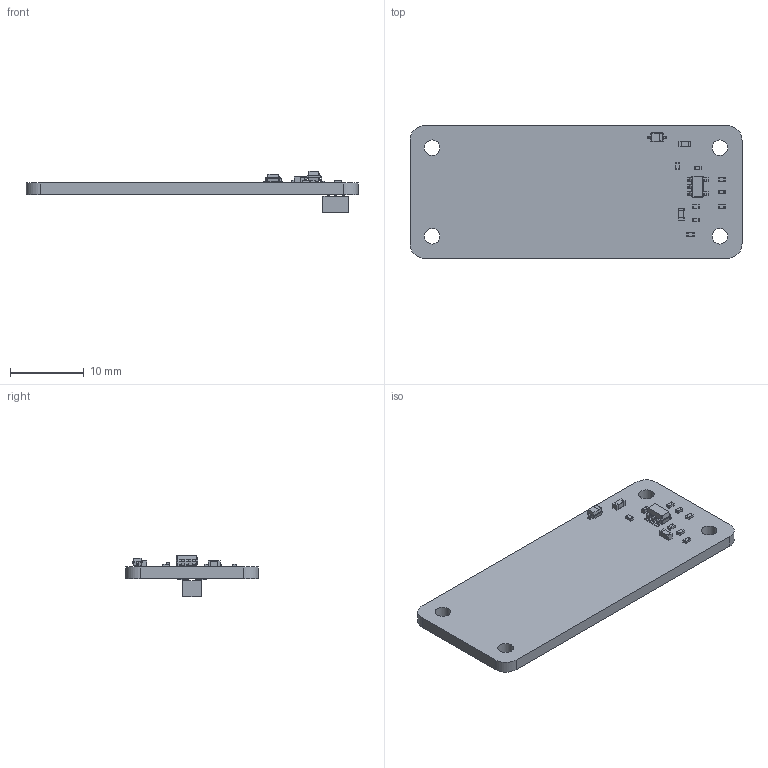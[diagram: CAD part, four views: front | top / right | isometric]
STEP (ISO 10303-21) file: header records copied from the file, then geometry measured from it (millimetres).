
FILE_DESCRIPTION(('KiCad electronic assembly'),'2;1');
FILE_NAME('preamp.step','2021-06-28T09:28:16',('An Author'),('A Company' ),'Open CASCADE STEP processor 7.5','KiCad to STEP converter', 'Unknown');
FILE_SCHEMA(('AUTOMOTIVE_DESIGN { 1 0 10303 214 1 1 1 1 }'));
Length unit declared in the file: millimetre
Products named in the file (14): Open CASCADE STEP translator 7.5 1; PinSocket_2x03_P1.00mm_Vertical_SMD; SOLID; SOT-23-5; R_0402_1005Metric; C_0603_1608Metric; C_0402_1005Metric; D_SOD-323; COMPOUND
Assembly tree (20 placements, depth 3):
  Open CASCADE STEP translator 7.5 1
    PinSocket_2x03_P1.00mm_Vertical_SMD
      SOLID
    SOT-23-5
      SOLID
    R_0402_1005Metric  x7
      SOLID
    C_0603_1608Metric  x2
      SOLID
    C_0402_1005Metric
      SOLID
    D_SOD-323
      SOLID
    COMPOUND
Bounding box: 45 x 18 x 5.65 mm (x, y, z)
Volume: 1298.4 mm3; surface area: 1957.1 mm2
Topology: 14 solids, 14 shells, 676 faces, 1713 edges, 1090 vertices
Faces by surface type: plane 475, cylinder 146, bspline 55
Full cylindrical faces by diameter (mm): 2.1 x4
Entity records: 34239 total; most frequent: CARTESIAN_POINT 5896, DIRECTION 4535, LINE 3187, VECTOR 3187, ORIENTED_EDGE 2466, PCURVE 2466, DEFINITIONAL_REPRESENTATION 2466, EDGE_CURVE 1233
